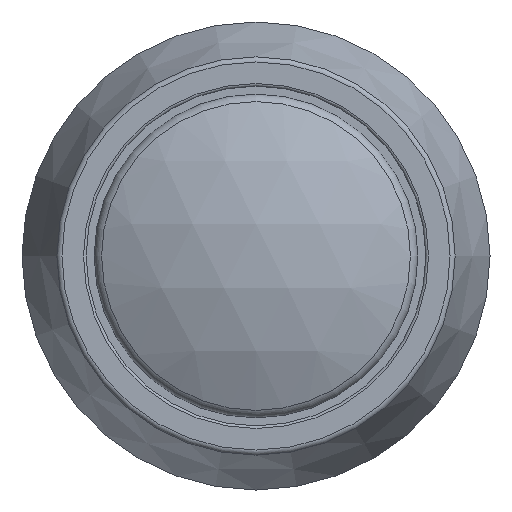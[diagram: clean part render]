
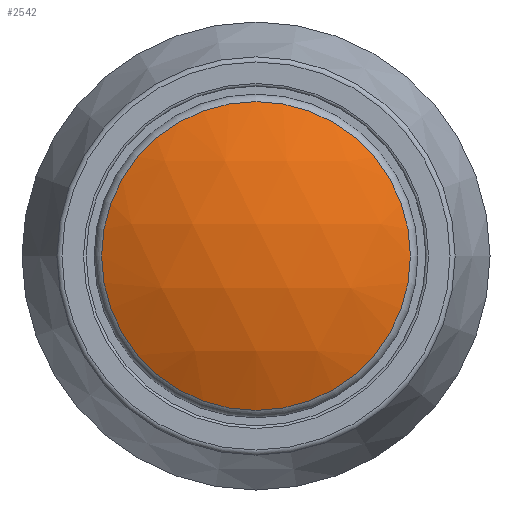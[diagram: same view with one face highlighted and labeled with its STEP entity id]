
A CAD part, front view. The second image highlights one B-rep face of the part: STEP entity #2542.
In plain terms, the highlighted spherical face has radius 12.951 mm.
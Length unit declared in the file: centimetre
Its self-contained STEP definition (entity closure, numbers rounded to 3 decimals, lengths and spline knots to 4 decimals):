
#15=SPHERICAL_SURFACE('',#2730,1.2951);
#376=FACE_OUTER_BOUND('',#531,.T.);
#531=EDGE_LOOP('',(#2113));
#915=CIRCLE('',#2724,0.5773);
#1151=VERTEX_POINT('',#5498);
#1485=EDGE_CURVE('',#1151,#1151,#915,.T.);
#2113=ORIENTED_EDGE('',*,*,#1485,.F.);
#2542=ADVANCED_FACE('',(#376),#15,.T.);
#2724=AXIS2_PLACEMENT_3D('',#5499,#3132,#3133);
#2730=AXIS2_PLACEMENT_3D('',#5509,#3145,#3146);
#3132=DIRECTION('center_axis',(0.,1.,0.));
#3133=DIRECTION('ref_axis',(-1.,0.,0.));
#3145=DIRECTION('center_axis',(0.,0.,1.));
#3146=DIRECTION('ref_axis',(-1.,0.,0.));
#5498=CARTESIAN_POINT('',(0.,-0.8942,-0.5773));
#5499=CARTESIAN_POINT('Origin',(0.,-0.8942,
0.));
#5509=CARTESIAN_POINT('Origin',(0.,0.2651,
0.));
